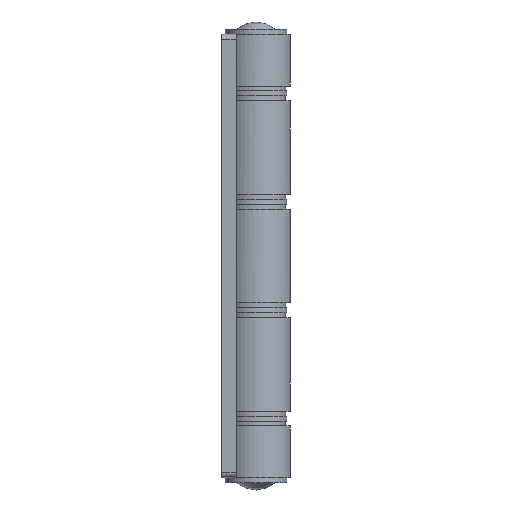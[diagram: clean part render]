
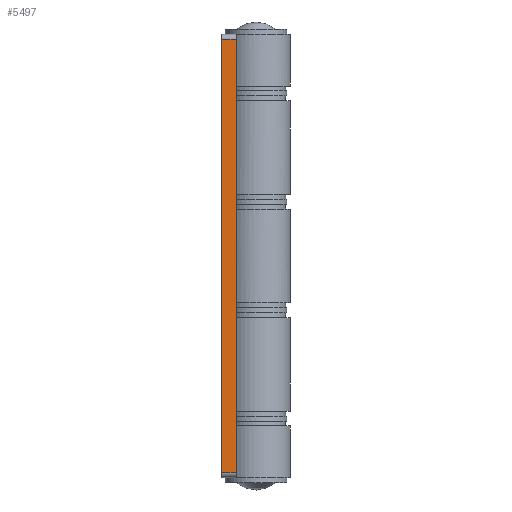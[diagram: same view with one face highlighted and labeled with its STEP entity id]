
A CAD part, left-side view. The second image highlights one B-rep face of the part: STEP entity #5497.
In plain terms, the highlighted free-form (B-spline) face has degree [1, 1] with [2, 2] control points.
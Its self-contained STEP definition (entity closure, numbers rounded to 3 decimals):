
#5350=CARTESIAN_POINT('',(-30.,7.,89.));
#5351=VERTEX_POINT('',#5350);
#5367=CARTESIAN_POINT('',(-30.,4.,89.));
#5368=VERTEX_POINT('',#5367);
#5369=CARTESIAN_POINT('',(-30.,4.,89.));
#5370=CARTESIAN_POINT('',(-30.,7.,89.));
#5371=QUASI_UNIFORM_CURVE('',1,(#5369,#5370),.UNSPECIFIED.,.F.,.U.);
#5372=EDGE_CURVE('',#5368,#5351,#5371,.T.);
#5413=CARTESIAN_POINT('',(-30.,7.,1.));
#5414=VERTEX_POINT('',#5413);
#5435=CARTESIAN_POINT('',(-30.,4.,1.));
#5436=VERTEX_POINT('',#5435);
#5450=CARTESIAN_POINT('',(-30.,7.,1.));
#5451=CARTESIAN_POINT('',(-30.,4.,1.));
#5452=QUASI_UNIFORM_CURVE('',1,(#5450,#5451),.UNSPECIFIED.,.F.,.U.);
#5453=EDGE_CURVE('',#5414,#5436,#5452,.T.);
#5478=CARTESIAN_POINT('',(-30.,3.85,93.396));
#5479=CARTESIAN_POINT('',(-30.,3.85,-3.396));
#5480=CARTESIAN_POINT('',(-30.,7.15,93.396));
#5481=CARTESIAN_POINT('',(-30.,7.15,-3.396));
#5482=B_SPLINE_SURFACE_WITH_KNOTS('',1,1,((#5478,#5480),(#5479,#5481)),.UNSPECIFIED.,.F.,.F.,.U.,(2,2),(2,2),(0.0,96.791),(0.0,3.3),.UNSPECIFIED.);
#5483=CARTESIAN_POINT('',(-30.,7.,89.));
#5484=CARTESIAN_POINT('',(-30.,7.,1.));
#5485=QUASI_UNIFORM_CURVE('',1,(#5483,#5484),.UNSPECIFIED.,.F.,.U.);
#5486=EDGE_CURVE('',#5351,#5414,#5485,.T.);
#5487=ORIENTED_EDGE('',*,*,#5486,.T.);
#5488=ORIENTED_EDGE('',*,*,#5453,.T.);
#5489=CARTESIAN_POINT('',(-30.,4.,89.));
#5490=CARTESIAN_POINT('',(-30.,4.,1.));
#5491=QUASI_UNIFORM_CURVE('',1,(#5489,#5490),.UNSPECIFIED.,.F.,.U.);
#5492=EDGE_CURVE('',#5368,#5436,#5491,.T.);
#5493=ORIENTED_EDGE('',*,*,#5492,.F.);
#5494=ORIENTED_EDGE('',*,*,#5372,.T.);
#5495=EDGE_LOOP('',(#5487,#5488,#5493,#5494));
#5496=FACE_OUTER_BOUND('',#5495,.T.);
#5497=ADVANCED_FACE('',(#5496),#5482,.F.);
